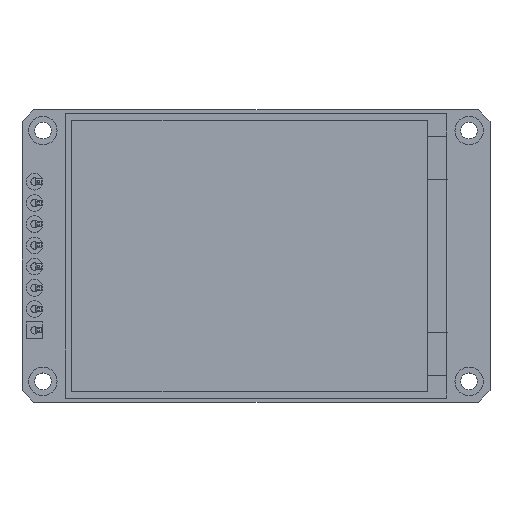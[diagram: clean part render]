
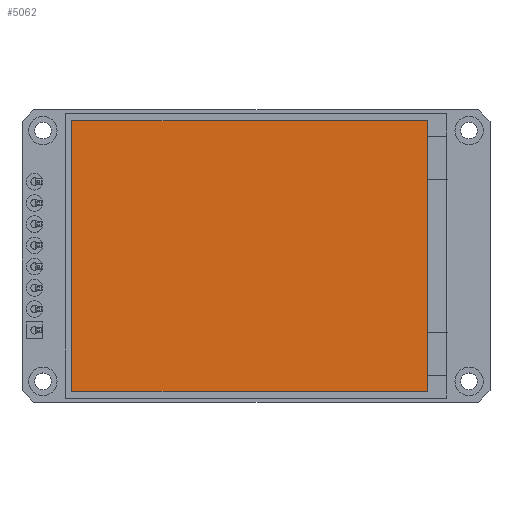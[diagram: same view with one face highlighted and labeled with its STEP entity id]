
A CAD part, top view. The second image highlights one B-rep face of the part: STEP entity #5062.
In plain terms, the highlighted planar face has unit normal (0, 0, 1).
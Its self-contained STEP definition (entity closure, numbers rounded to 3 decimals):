
#353=PLANE('',#5431);
#633=FACE_OUTER_BOUND('',#954,.T.);
#954=EDGE_LOOP('',(#3858,#3859,#3860,#3861));
#1315=LINE('',#7339,#1922);
#1316=LINE('',#7341,#1923);
#1317=LINE('',#7343,#1924);
#1318=LINE('',#7344,#1925);
#1922=VECTOR('',#6003,10.);
#1923=VECTOR('',#6004,10.);
#1924=VECTOR('',#6005,10.);
#1925=VECTOR('',#6006,10.);
#2608=VERTEX_POINT('',#7337);
#2609=VERTEX_POINT('',#7338);
#2610=VERTEX_POINT('',#7340);
#2611=VERTEX_POINT('',#7342);
#3079=EDGE_CURVE('',#2608,#2609,#1315,.T.);
#3080=EDGE_CURVE('',#2609,#2610,#1316,.T.);
#3081=EDGE_CURVE('',#2610,#2611,#1317,.T.);
#3082=EDGE_CURVE('',#2611,#2608,#1318,.T.);
#3858=ORIENTED_EDGE('',*,*,#3079,.T.);
#3859=ORIENTED_EDGE('',*,*,#3080,.T.);
#3860=ORIENTED_EDGE('',*,*,#3081,.T.);
#3861=ORIENTED_EDGE('',*,*,#3082,.T.);
#5062=ADVANCED_FACE('',(#633),#353,.T.);
#5431=AXIS2_PLACEMENT_3D('',#7336,#6001,#6002);
#6001=DIRECTION('center_axis',(0.,0.,1.));
#6002=DIRECTION('ref_axis',(1.,0.,0.));
#6003=DIRECTION('',(0.,1.,0.));
#6004=DIRECTION('',(-1.,0.,0.));
#6005=DIRECTION('',(0.,-1.,0.));
#6006=DIRECTION('',(1.,0.,0.));
#7336=CARTESIAN_POINT('Origin',(-27.641,17.5,4.15));
#7337=CARTESIAN_POINT('',(-7.53,1.33,4.15));
#7338=CARTESIAN_POINT('',(-7.53,33.67,4.15));
#7339=CARTESIAN_POINT('',(-7.53,0.5,4.15));
#7340=CARTESIAN_POINT('',(-50.02,33.67,4.15));
#7341=CARTESIAN_POINT('',(-7.53,33.67,4.15));
#7342=CARTESIAN_POINT('',(-50.02,1.33,4.15));
#7343=CARTESIAN_POINT('',(-50.02,34.5,4.15));
#7344=CARTESIAN_POINT('',(-50.85,1.33,4.15));
